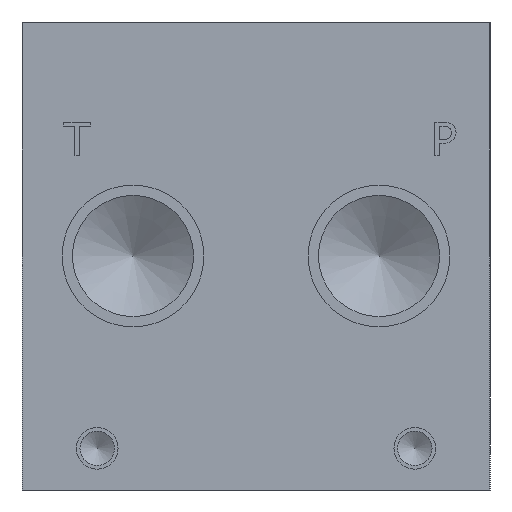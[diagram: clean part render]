
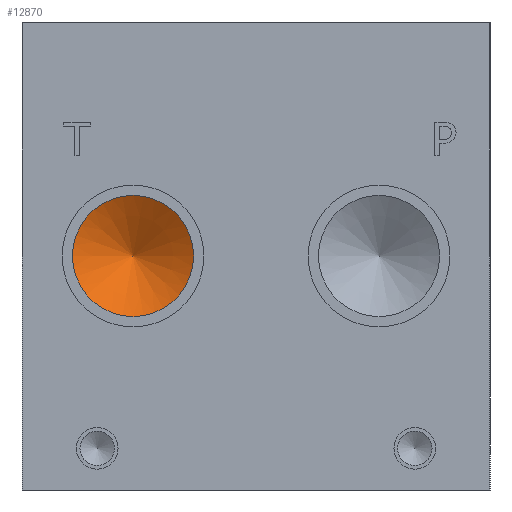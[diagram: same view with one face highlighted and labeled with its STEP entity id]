
A CAD part, left-side view. The second image highlights one B-rep face of the part: STEP entity #12870.
In plain terms, the highlighted conical face has half-angle 60 degrees and reference radius 5.753 mm.
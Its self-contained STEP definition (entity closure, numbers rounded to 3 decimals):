
#81=CONICAL_SURFACE('',#13406,5.753,1.047);
#333=CIRCLE('',#13407,11.506);
#334=CIRCLE('',#13408,11.506);
#1541=FACE_OUTER_BOUND('',#2273,.T.);
#2273=EDGE_LOOP('',(#10778,#10779,#10780,#10781));
#3546=LINE('',#21732,#4739);
#4739=VECTOR('',#15613,5.753);
#5843=VERTEX_POINT('',#21728);
#5844=VERTEX_POINT('',#21729);
#5845=VERTEX_POINT('',#21731);
#7565=EDGE_CURVE('',#5843,#5844,#333,.T.);
#7566=EDGE_CURVE('',#5844,#5845,#3546,.T.);
#7567=EDGE_CURVE('',#5844,#5843,#334,.T.);
#10778=ORIENTED_EDGE('',*,*,#7565,.T.);
#10779=ORIENTED_EDGE('',*,*,#7566,.T.);
#10780=ORIENTED_EDGE('',*,*,#7566,.F.);
#10781=ORIENTED_EDGE('',*,*,#7567,.T.);
#12870=ADVANCED_FACE('',(#1541),#81,.F.);
#13406=AXIS2_PLACEMENT_3D('',#21727,#15609,#15610);
#13407=AXIS2_PLACEMENT_3D('',#21730,#15611,#15612);
#13408=AXIS2_PLACEMENT_3D('',#21733,#15614,#15615);
#15609=DIRECTION('center_axis',(-1.,0.,0.));
#15610=DIRECTION('ref_axis',(0.,1.,0.));
#15611=DIRECTION('center_axis',(-1.,0.,0.));
#15612=DIRECTION('ref_axis',(0.,1.,0.));
#15613=DIRECTION('',(0.5,0.866,0.));
#15614=DIRECTION('center_axis',(-1.,0.,0.));
#15615=DIRECTION('ref_axis',(0.,1.,0.));
#21727=CARTESIAN_POINT('Origin',(19.835,67.818,44.45));
#21728=CARTESIAN_POINT('',(16.514,79.324,44.45));
#21729=CARTESIAN_POINT('',(16.514,56.312,44.45));
#21730=CARTESIAN_POINT('Origin',(16.514,67.818,44.45));
#21731=CARTESIAN_POINT('',(23.157,67.818,44.45));
#21732=CARTESIAN_POINT('',(19.835,62.065,44.45));
#21733=CARTESIAN_POINT('Origin',(16.514,67.818,44.45));
